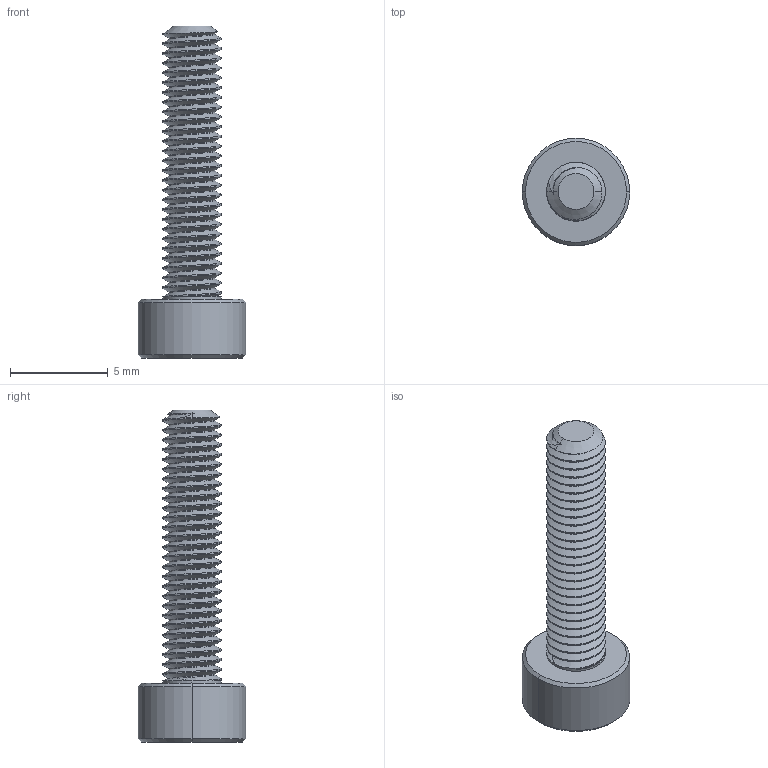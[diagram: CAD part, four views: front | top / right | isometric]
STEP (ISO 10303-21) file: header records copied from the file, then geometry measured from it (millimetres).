
FILE_DESCRIPTION (( 'STEP AP203' ), '1' );
FILE_NAME ('91290A119.step', '2014-01-16T20:25:52', ( '' ), ( '' ), 'SwSTEP 2.0', 'SolidWorks 2013', '' );
FILE_SCHEMA (( 'CONFIG_CONTROL_DESIGN' ));
Length unit declared in the file: millimetre
Products named in the file (1): 91290A119
Bounding box: 5.5 x 5.5 x 17 mm (x, y, z)
Volume: 139.6 mm3; surface area: 312.5 mm2
Topology: 1 solids, 1 shells, 143 faces, 398 edges, 259 vertices
Faces by surface type: cylinder 114, cone 17, plane 10, bspline 2
Entity records: 7210 total; most frequent: CARTESIAN_POINT 4144, ORIENTED_EDGE 796, DIRECTION 475, EDGE_CURVE 398, VERTEX_POINT 259, AXIS2_PLACEMENT_3D 170, EDGE_LOOP 145, FACE_OUTER_BOUND 143
